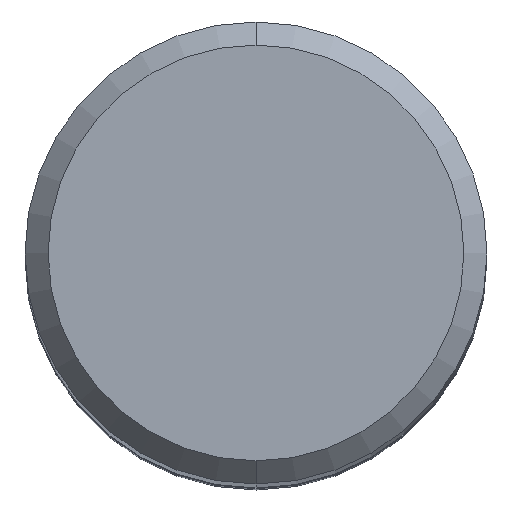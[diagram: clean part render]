
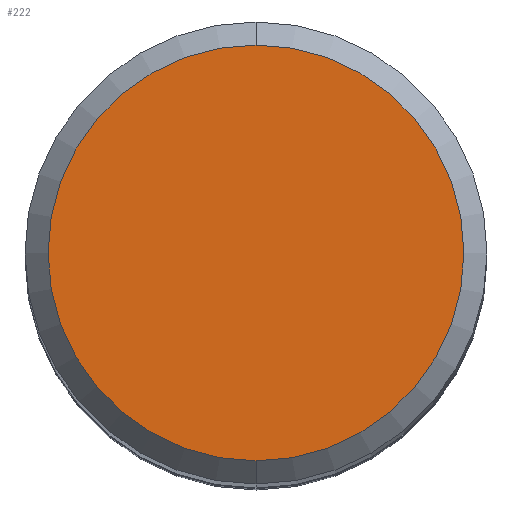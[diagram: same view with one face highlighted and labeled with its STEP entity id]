
A CAD part, top view. The second image highlights one B-rep face of the part: STEP entity #222.
In plain terms, the highlighted planar face has unit normal (0, 0, 1).
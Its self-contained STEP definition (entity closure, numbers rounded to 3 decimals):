
#222=ADVANCED_FACE('',(#540),#541,.T.);
#288=EDGE_CURVE('',#300,#442,#613,.T.);
#300=VERTEX_POINT('',#625);
#442=VERTEX_POINT('',#785);
#444=EDGE_CURVE('',#442,#300,#787,.T.);
#540=FACE_OUTER_BOUND('',#917,.T.);
#541=PLANE('',#918);
#613=CIRCLE('',#1089,4.5);
#625=CARTESIAN_POINT('',(0.,-4.5,0.0));
#785=CARTESIAN_POINT('',(0.0,4.5,0.0));
#787=CIRCLE('',#1437,4.5);
#917=EDGE_LOOP('',(#1569,#1570));
#918=AXIS2_PLACEMENT_3D('',#1571,#1572,#1573);
#1089=AXIS2_PLACEMENT_3D('',#1646,#1647,#1648);
#1437=AXIS2_PLACEMENT_3D('',#1834,#1835,#1836);
#1569=ORIENTED_EDGE('',*,*,#444,.F.);
#1570=ORIENTED_EDGE('',*,*,#288,.F.);
#1571=CARTESIAN_POINT('',(0.0,2.25,0.0));
#1572=DIRECTION('',(-0.0,0.0,1.0));
#1573=DIRECTION('',(0.0,-1.0,0.0));
#1646=CARTESIAN_POINT('',(0.0,0.0,0.0));
#1647=DIRECTION('',(0.0,0.0,-1.0));
#1648=DIRECTION('',(0.0,1.0,0.0));
#1834=CARTESIAN_POINT('',(0.0,0.0,0.0));
#1835=DIRECTION('',(0.0,0.0,-1.0));
#1836=DIRECTION('',(0.0,1.0,0.0));
